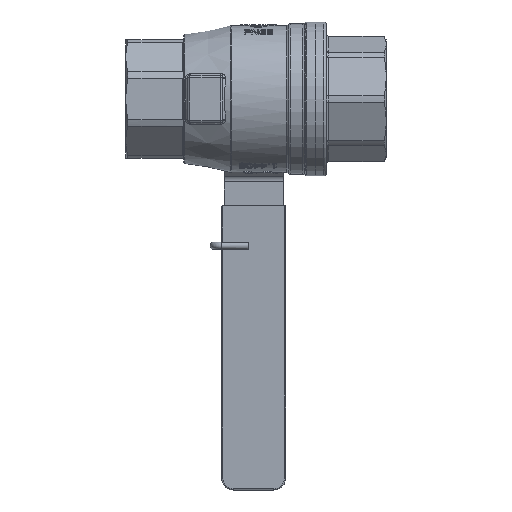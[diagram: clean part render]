
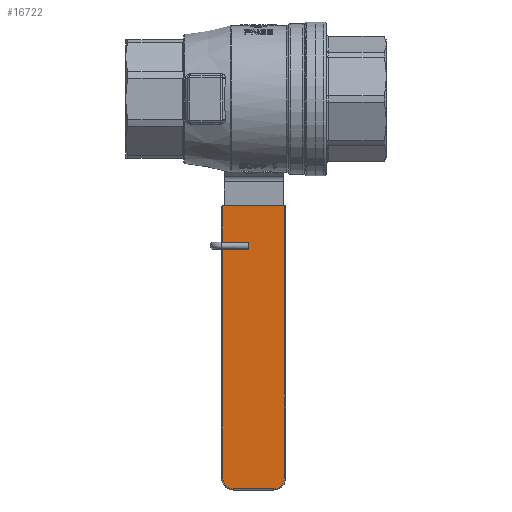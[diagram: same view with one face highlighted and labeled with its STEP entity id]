
A CAD part, front view. The second image highlights one B-rep face of the part: STEP entity #16722.
In plain terms, the highlighted planar face has unit normal (0, -0.999, -0.035).
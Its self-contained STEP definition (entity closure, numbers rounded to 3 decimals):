
#1381=PLANE('',#17985);
#3225=FACE_OUTER_BOUND('',#4212,.T.);
#4212=EDGE_LOOP('',(#15494,#15495,#15496,#15497,#15498,#15499,#15500,#15501,
#15502,#15503));
#4980=LINE('',#31257,#6155);
#4995=LINE('',#31339,#6170);
#4996=LINE('',#31358,#6171);
#4997=LINE('',#31364,#6172);
#5396=LINE('',#33349,#6571);
#5397=LINE('',#33360,#6572);
#5398=LINE('',#33362,#6573);
#5399=LINE('',#33363,#6574);
#6155=VECTOR('',#20711,10.);
#6170=VECTOR('',#20766,10.);
#6171=VECTOR('',#20781,10.);
#6172=VECTOR('',#20790,10.);
#6571=VECTOR('',#21651,10.);
#6572=VECTOR('',#21654,10.);
#6573=VECTOR('',#21655,10.);
#6574=VECTOR('',#21656,10.);
#7013=CIRCLE('',#17747,4.5);
#7016=CIRCLE('',#17752,4.5);
#8167=VERTEX_POINT('',#31247);
#8171=VERTEX_POINT('',#31255);
#8190=VERTEX_POINT('',#31330);
#8191=VERTEX_POINT('',#31350);
#8192=VERTEX_POINT('',#31352);
#8193=VERTEX_POINT('',#31356);
#8194=VERTEX_POINT('',#31360);
#8574=VERTEX_POINT('',#33348);
#8575=VERTEX_POINT('',#33359);
#8576=VERTEX_POINT('',#33361);
#10274=EDGE_CURVE('',#8167,#8171,#4980,.T.);
#10302=EDGE_CURVE('',#8190,#8171,#4995,.T.);
#10307=EDGE_CURVE('',#8192,#8191,#7013,.T.);
#10309=EDGE_CURVE('',#8193,#8192,#4996,.T.);
#10311=EDGE_CURVE('',#8194,#8193,#7016,.T.);
#10312=EDGE_CURVE('',#8167,#8194,#4997,.T.);
#10888=EDGE_CURVE('',#8191,#8574,#5396,.T.);
#10890=EDGE_CURVE('',#8190,#8575,#5397,.T.);
#10891=EDGE_CURVE('',#8575,#8576,#5398,.T.);
#10892=EDGE_CURVE('',#8576,#8574,#5399,.T.);
#15494=ORIENTED_EDGE('',*,*,#10890,.T.);
#15495=ORIENTED_EDGE('',*,*,#10891,.T.);
#15496=ORIENTED_EDGE('',*,*,#10892,.T.);
#15497=ORIENTED_EDGE('',*,*,#10888,.F.);
#15498=ORIENTED_EDGE('',*,*,#10307,.F.);
#15499=ORIENTED_EDGE('',*,*,#10309,.F.);
#15500=ORIENTED_EDGE('',*,*,#10311,.F.);
#15501=ORIENTED_EDGE('',*,*,#10312,.F.);
#15502=ORIENTED_EDGE('',*,*,#10274,.T.);
#15503=ORIENTED_EDGE('',*,*,#10302,.F.);
#16722=ADVANCED_FACE('',(#3225),#1381,.F.);
#17747=AXIS2_PLACEMENT_3D('',#31354,#20775,#20776);
#17752=AXIS2_PLACEMENT_3D('',#31362,#20786,#20787);
#17985=AXIS2_PLACEMENT_3D('',#33358,#21652,#21653);
#20711=DIRECTION('',(-1.,0.,0.));
#20766=DIRECTION('',(0.,-0.035,0.999));
#20775=DIRECTION('center_axis',(0.,0.999,
0.035));
#20776=DIRECTION('ref_axis',(-0.707,0.025,-0.707));
#20781=DIRECTION('',(-1.,0.,0.));
#20786=DIRECTION('center_axis',(0.,0.999,
0.035));
#20787=DIRECTION('ref_axis',(0.707,0.025,-0.707));
#20790=DIRECTION('',(0.,0.035,-0.999));
#21651=DIRECTION('',(0.,-0.035,0.999));
#21652=DIRECTION('center_axis',(0.,0.999,
0.035));
#21653=DIRECTION('ref_axis',(0.,-0.035,
0.999));
#21654=DIRECTION('',(1.,0.,0.));
#21655=DIRECTION('',(0.,0.035,-0.999));
#21656=DIRECTION('',(-1.,0.,0.));
#31247=CARTESIAN_POINT('',(13.,68.012,-45.));
#31255=CARTESIAN_POINT('',(-13.,68.012,-45.));
#31257=CARTESIAN_POINT('',(0.,68.012,-45.));
#31330=CARTESIAN_POINT('',(-13.,68.555,-60.549));
#31339=CARTESIAN_POINT('',(-13.,68.757,-66.336));
#31350=CARTESIAN_POINT('',(-13.,72.033,-160.156));
#31352=CARTESIAN_POINT('',(-8.5,72.19,-164.654));
#31354=CARTESIAN_POINT('Origin',(-8.5,72.033,-160.156));
#31356=CARTESIAN_POINT('',(8.5,72.19,-164.654));
#31358=CARTESIAN_POINT('',(6.25,72.19,-164.654));
#31360=CARTESIAN_POINT('',(13.,72.033,-160.156));
#31362=CARTESIAN_POINT('Origin',(8.5,72.033,-160.156));
#31364=CARTESIAN_POINT('',(13.,68.757,-66.336));
#33348=CARTESIAN_POINT('',(-13.,68.657,-63.474));
#33349=CARTESIAN_POINT('',(-13.,68.757,-66.336));
#33358=CARTESIAN_POINT('Origin',(0.,69.852,
-97.682));
#33359=CARTESIAN_POINT('',(-2.,68.555,-60.549));
#33360=CARTESIAN_POINT('',(-13.401,68.555,-60.549));
#33361=CARTESIAN_POINT('',(-2.,68.657,-63.474));
#33362=CARTESIAN_POINT('',(-2.,69.229,-79.847));
#33363=CARTESIAN_POINT('',(-13.401,68.657,-63.474));
